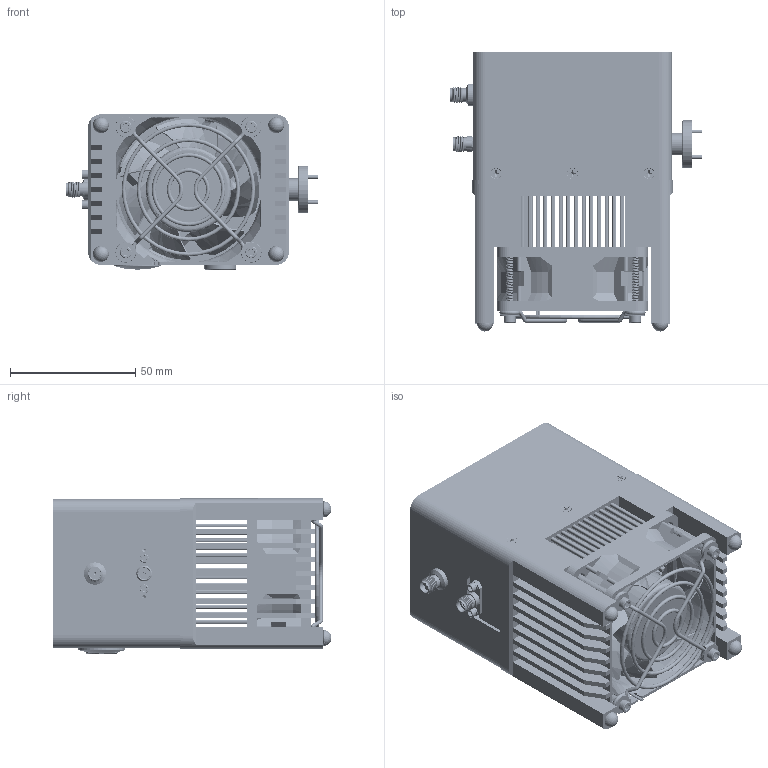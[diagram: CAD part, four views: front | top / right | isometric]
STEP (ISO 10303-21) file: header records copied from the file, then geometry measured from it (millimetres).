
FILE_DESCRIPTION (( 'STEP AP203' ), '1' );
FILE_NAME ('STC-05-15-S1-C.STEP', '2025-07-18T16:22:20', ( '' ), ( '' ), 'SwSTEP 2.0', 'SolidWorks 2021', '' );
FILE_SCHEMA (( 'CONFIG_CONTROL_DESIGN' ));
Products named in the file (1): STC-05-15-S1-C
Bounding box: 100.43 x 111.12 x 61.92 mm (x, y, z)
Volume: 153281.3 mm3; surface area: 158700 mm2
Topology: 78 solids, 78 shells, 8264 faces, 22357 edges, 14649 vertices
Faces by surface type: cylinder 4024, plane 3323, cone 503, bspline 289, torus 114, sphere 11
Entity records: 345424 total; most frequent: CARTESIAN_POINT 147715, ORIENTED_EDGE 44482, DIRECTION 38240, EDGE_CURVE 22241, VERTEX_POINT 14648, AXIS2_PLACEMENT_3D 13237, LINE 11766, VECTOR 11766
